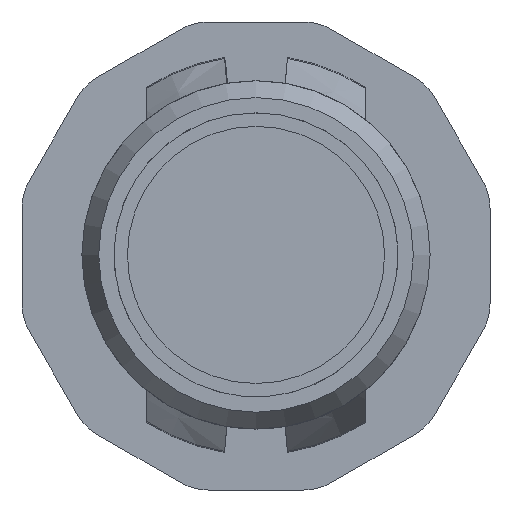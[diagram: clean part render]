
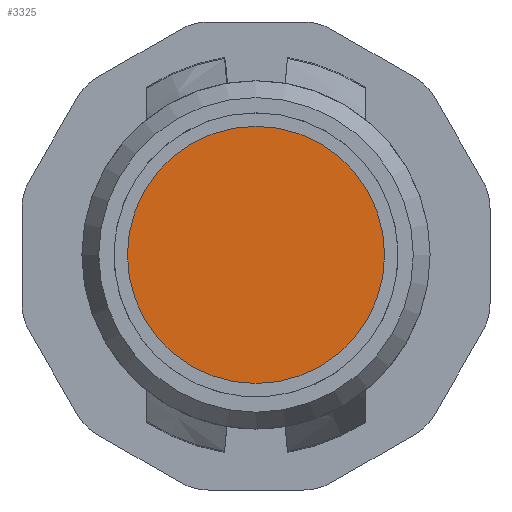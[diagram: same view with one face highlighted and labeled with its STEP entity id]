
A CAD part, front view. The second image highlights one B-rep face of the part: STEP entity #3325.
In plain terms, the highlighted planar face has unit normal (0, -1, 0).
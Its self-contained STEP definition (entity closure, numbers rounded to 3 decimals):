
#2873=CIRCLE('',#11118,11.815);
#3325=ADVANCED_FACE('',(#3991),#3558,.T.);
#3558=PLANE('',#11119);
#3991=FACE_OUTER_BOUND('',#4493,.T.);
#4493=EDGE_LOOP('',(#6835));
#6835=ORIENTED_EDGE('',*,*,#8771,.T.);
#7600=VERTEX_POINT('',#19945);
#8771=EDGE_CURVE('',#7600,#7600,#2873,.T.);
#11118=AXIS2_PLACEMENT_3D('',#19944,#13186,#13187);
#11119=AXIS2_PLACEMENT_3D('',#19946,#13188,#13189);
#13186=DIRECTION('',(0.,-1.,0.));
#13187=DIRECTION('',(0.,0.,-1.));
#13188=DIRECTION('',(0.,-1.,0.));
#13189=DIRECTION('',(1.,0.,0.));
#19944=CARTESIAN_POINT('',(0.,-2.,0.));
#19945=CARTESIAN_POINT('',(0.,-2.,-11.815));
#19946=CARTESIAN_POINT('',(0.,-2.,7.9));
